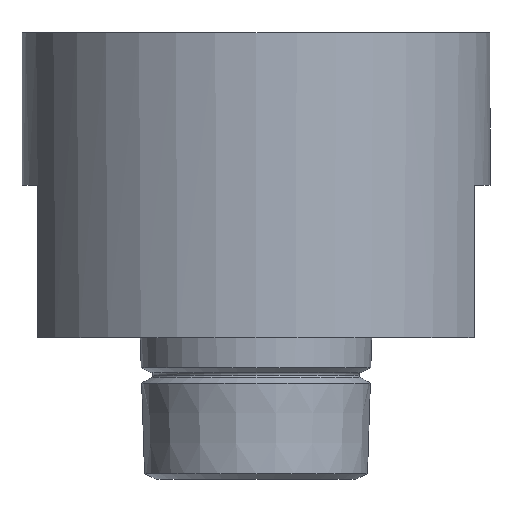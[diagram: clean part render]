
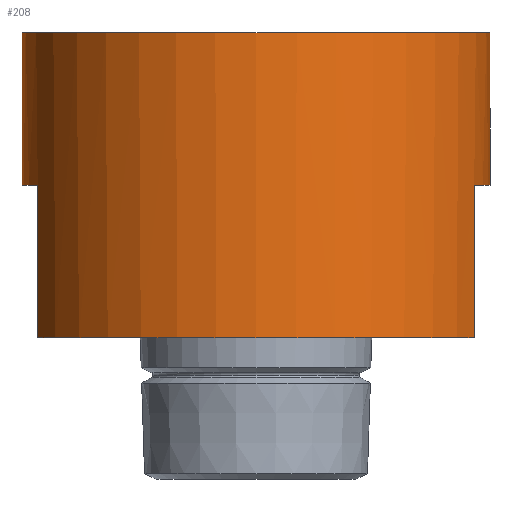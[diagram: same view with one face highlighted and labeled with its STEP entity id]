
A CAD part, front view. The second image highlights one B-rep face of the part: STEP entity #208.
In plain terms, the highlighted cylindrical face has radius 27.25 mm (diameter 54.5 mm), a partial arc.
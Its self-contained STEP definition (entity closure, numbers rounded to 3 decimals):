
#18 = CARTESIAN_POINT ( 'NONE',  ( -27.25, 0., 8.25 ) ) ;
#91 = VERTEX_POINT ( 'NONE', #18 ) ;
#110 = ORIENTED_EDGE ( 'NONE', *, *, #166, .T. ) ;
#115 = VERTEX_POINT ( 'NONE', #504 ) ;
#142 = VERTEX_POINT ( 'NONE', #562 ) ;
#161 = VERTEX_POINT ( 'NONE', #596 ) ;
#166 = EDGE_CURVE ( 'NONE', #115, #161, #611, .T. ) ;
#167 = EDGE_CURVE ( 'NONE', #91, #142, #608, .T. ) ;
#208 = ADVANCED_FACE ( 'NONE', ( #724 ), #723, .T. ) ;
#209 = EDGE_LOOP ( 'NONE', ( #318, #315, #317, #313, #310, #320, #110, #275 ) ) ;
#218 = EDGE_CURVE ( 'NONE', #142, #161, #697, .T. ) ;
#275 = ORIENTED_EDGE ( 'NONE', *, *, #218, .F. ) ;
#286 = VERTEX_POINT ( 'NONE', #817 ) ;
#287 = VERTEX_POINT ( 'NONE', #822 ) ;
#288 = VERTEX_POINT ( 'NONE', #818 ) ;
#310 = ORIENTED_EDGE ( 'NONE', *, *, #311, .T. ) ;
#311 = EDGE_CURVE ( 'NONE', #287, #288, #833, .T. ) ;
#312 = EDGE_CURVE ( 'NONE', #91, #316, #855, .T. ) ;
#313 = ORIENTED_EDGE ( 'NONE', *, *, #314, .T. ) ;
#314 = EDGE_CURVE ( 'NONE', #286, #287, #849, .T. ) ;
#315 = ORIENTED_EDGE ( 'NONE', *, *, #312, .T. ) ;
#316 = VERTEX_POINT ( 'NONE', #850 ) ;
#317 = ORIENTED_EDGE ( 'NONE', *, *, #319, .F. ) ;
#318 = ORIENTED_EDGE ( 'NONE', *, *, #167, .F. ) ;
#319 = EDGE_CURVE ( 'NONE', #286, #316, #845, .T. ) ;
#320 = ORIENTED_EDGE ( 'NONE', *, *, #321, .T. ) ;
#321 = EDGE_CURVE ( 'NONE', #288, #115, #860, .T. ) ;
#504 = CARTESIAN_POINT ( 'NONE',  ( 27.25, 0., 8.25 ) ) ;
#562 = CARTESIAN_POINT ( 'NONE',  ( -27.25, 0., 26. ) ) ;
#596 = CARTESIAN_POINT ( 'NONE',  ( 27.25, 0., 26. ) ) ;
#606 = DIRECTION ( 'NONE',  ( 0., 0., 1. ) ) ;
#607 = CARTESIAN_POINT ( 'NONE',  ( -27.25, 0., 26. ) ) ;
#608 = LINE ( 'NONE', #607, #610 ) ;
#610 = VECTOR ( 'NONE', #606, 1000. ) ;
#611 = LINE ( 'NONE', #614, #613 ) ;
#612 = DIRECTION ( 'NONE',  ( 0., 0., 1. ) ) ;
#613 = VECTOR ( 'NONE', #612, 1000. ) ;
#614 = CARTESIAN_POINT ( 'NONE',  ( 27.25, 0., 26. ) ) ;
#672 = DIRECTION ( 'NONE',  ( 1., 0., 0. ) ) ;
#673 = DIRECTION ( 'NONE',  ( 0., 0., 1. ) ) ;
#674 = AXIS2_PLACEMENT_3D ( 'NONE', #694, #673, #672 ) ;
#694 = CARTESIAN_POINT ( 'NONE',  ( 0., 0., 26. ) ) ;
#695 = CARTESIAN_POINT ( 'NONE',  ( 0., 0., 26. ) ) ;
#696 = AXIS2_PLACEMENT_3D ( 'NONE', #695, #714, #713 ) ;
#697 = CIRCLE ( 'NONE', #674, 27.25 ) ;
#713 = DIRECTION ( 'NONE',  ( 1., 0., 0. ) ) ;
#714 = DIRECTION ( 'NONE',  ( 0., 0., 1. ) ) ;
#723 = CYLINDRICAL_SURFACE ( 'NONE', #696, 27.25 ) ;
#724 = FACE_OUTER_BOUND ( 'NONE', #209, .T. ) ;
#817 = CARTESIAN_POINT ( 'NONE',  ( -25.411, -9.841, -9.5 ) ) ;
#818 = CARTESIAN_POINT ( 'NONE',  ( 25.411, -9.841, 8.25 ) ) ;
#822 = CARTESIAN_POINT ( 'NONE',  ( 25.411, -9.841, -9.5 ) ) ;
#830 = DIRECTION ( 'NONE',  ( 0., 0., 1. ) ) ;
#831 = VECTOR ( 'NONE', #830, 1000. ) ;
#832 = CARTESIAN_POINT ( 'NONE',  ( 25.411, -9.841, -26. ) ) ;
#833 = LINE ( 'NONE', #832, #831 ) ;
#843 = CARTESIAN_POINT ( 'NONE',  ( 0., 0., -9.5 ) ) ;
#844 = CARTESIAN_POINT ( 'NONE',  ( -25.411, -9.841, -26. ) ) ;
#845 = LINE ( 'NONE', #844, #862 ) ;
#846 = DIRECTION ( 'NONE',  ( 1., 0., 0. ) ) ;
#847 = DIRECTION ( 'NONE',  ( 0., 0., 1. ) ) ;
#848 = AXIS2_PLACEMENT_3D ( 'NONE', #843, #847, #846 ) ;
#849 = CIRCLE ( 'NONE', #848, 27.25 ) ;
#850 = CARTESIAN_POINT ( 'NONE',  ( -25.411, -9.841, 8.25 ) ) ;
#851 = DIRECTION ( 'NONE',  ( 1., 0., 0. ) ) ;
#852 = DIRECTION ( 'NONE',  ( 0., 0., 1. ) ) ;
#853 = CARTESIAN_POINT ( 'NONE',  ( 0., 0., 8.25 ) ) ;
#854 = AXIS2_PLACEMENT_3D ( 'NONE', #853, #852, #851 ) ;
#855 = CIRCLE ( 'NONE', #854, 27.25 ) ;
#856 = DIRECTION ( 'NONE',  ( 1., 0., 0. ) ) ;
#857 = DIRECTION ( 'NONE',  ( 0., 0., 1. ) ) ;
#858 = CARTESIAN_POINT ( 'NONE',  ( 0., 0., 8.25 ) ) ;
#859 = AXIS2_PLACEMENT_3D ( 'NONE', #858, #857, #856 ) ;
#860 = CIRCLE ( 'NONE', #859, 27.25 ) ;
#861 = DIRECTION ( 'NONE',  ( 0., 0., 1. ) ) ;
#862 = VECTOR ( 'NONE', #861, 1000. ) ;
